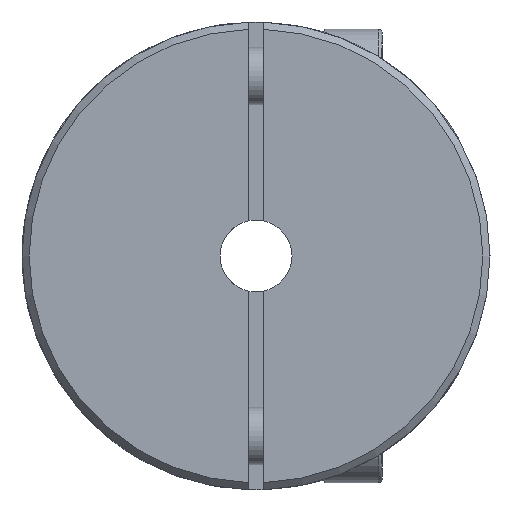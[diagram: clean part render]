
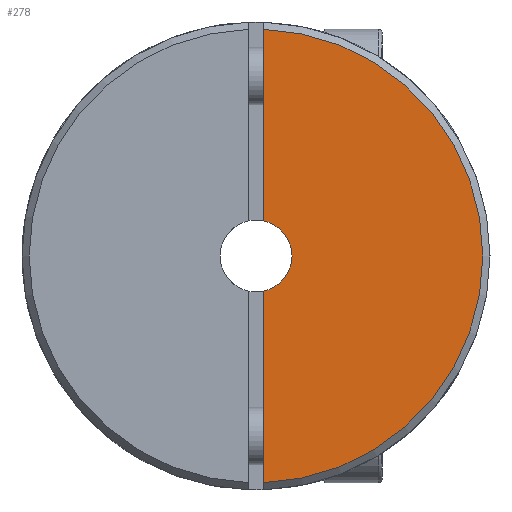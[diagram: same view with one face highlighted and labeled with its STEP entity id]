
A CAD part, left-side view. The second image highlights one B-rep face of the part: STEP entity #278.
In plain terms, the highlighted planar face has unit normal (-1, 0, 0).
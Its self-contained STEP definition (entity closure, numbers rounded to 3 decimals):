
#278 = ADVANCED_FACE( '', ( #374 ), #375, .T. );
#374 = FACE_OUTER_BOUND( '', #511, .T. );
#375 = PLANE( '', #512 );
#511 = EDGE_LOOP( '', ( #750, #751, #752, #753 ) );
#512 = AXIS2_PLACEMENT_3D( '', #754, #755, #756 );
#750 = ORIENTED_EDGE( '', *, *, #938, .F. );
#751 = ORIENTED_EDGE( '', *, *, #966, .T. );
#752 = ORIENTED_EDGE( '', *, *, #978, .T. );
#753 = ORIENTED_EDGE( '', *, *, #958, .T. );
#754 = CARTESIAN_POINT( '', ( -45., 31.5, 0. ) );
#755 = DIRECTION( '', ( -1., 0., 0. ) );
#756 = DIRECTION( '', ( 0., 0., 1. ) );
#938 = EDGE_CURVE( '', #1045, #1047, #1048, .T. );
#958 = EDGE_CURVE( '', #1081, #1047, #1082, .T. );
#966 = EDGE_CURVE( '', #1045, #1093, #1095, .T. );
#978 = EDGE_CURVE( '', #1093, #1081, #1113, .T. );
#1045 = VERTEX_POINT( '', #1346 );
#1047 = VERTEX_POINT( '', #1351 );
#1048 = CIRCLE( '', #1352, 31.5 );
#1081 = VERTEX_POINT( '', #1522 );
#1082 = LINE( '', #1523, #1524 );
#1093 = VERTEX_POINT( '', #1536 );
#1095 = LINE( '', #1539, #1540 );
#1113 = CIRCLE( '', #1570, 5. );
#1346 = CARTESIAN_POINT( '', ( -45., -1., 31.484 ) );
#1351 = CARTESIAN_POINT( '', ( -45., -1., -31.484 ) );
#1352 = AXIS2_PLACEMENT_3D( '', #1832, #1833, #1834 );
#1522 = CARTESIAN_POINT( '', ( -45., -1., -4.899 ) );
#1523 = CARTESIAN_POINT( '', ( -45., -1., 32.485 ) );
#1524 = VECTOR( '', #1871, 1000. );
#1536 = CARTESIAN_POINT( '', ( -45., -1., 4.899 ) );
#1539 = CARTESIAN_POINT( '', ( -45., -1., 32.485 ) );
#1540 = VECTOR( '', #1889, 1000. );
#1570 = AXIS2_PLACEMENT_3D( '', #1905, #1906, #1907 );
#1832 = CARTESIAN_POINT( '', ( -45., 0., 0. ) );
#1833 = DIRECTION( '', ( 1., 0., 0. ) );
#1834 = DIRECTION( '', ( 0., 0., -1. ) );
#1871 = DIRECTION( '', ( 0., 0., -1. ) );
#1889 = DIRECTION( '', ( 0., 0., -1. ) );
#1905 = CARTESIAN_POINT( '', ( -45., 0., 0. ) );
#1906 = DIRECTION( '', ( 1., 0., 0. ) );
#1907 = DIRECTION( '', ( 0., 0., -1. ) );
